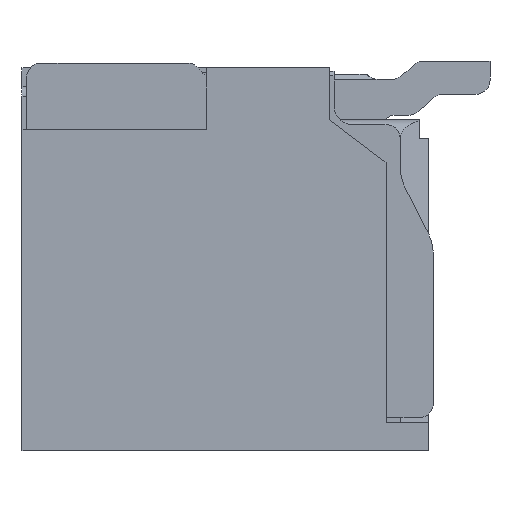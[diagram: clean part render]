
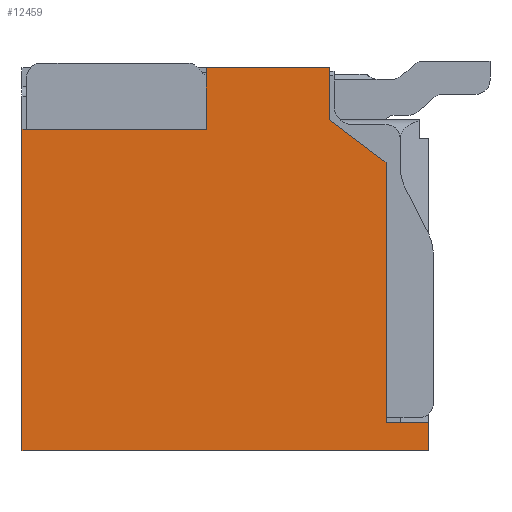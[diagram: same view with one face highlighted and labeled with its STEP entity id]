
A CAD part, left-side view. The second image highlights one B-rep face of the part: STEP entity #12459.
In plain terms, the highlighted planar face has unit normal (-1, 0, 0).
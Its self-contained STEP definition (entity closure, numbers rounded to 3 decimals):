
#328 = VECTOR ( 'NONE', #2370, 1000. ) ;
#374 = LINE ( 'NONE', #6494, #16407 ) ;
#382 = ORIENTED_EDGE ( 'NONE', *, *, #7847, .F. ) ;
#901 = DIRECTION ( 'NONE',  ( 0., -1., 0. ) ) ;
#1076 = CARTESIAN_POINT ( 'NONE',  ( -2.875, 2.15, -2.025 ) ) ;
#1428 = CARTESIAN_POINT ( 'NONE',  ( -2.875, -1.1, 0. ) ) ;
#2016 = PLANE ( 'NONE',  #2240 ) ;
#2240 = AXIS2_PLACEMENT_3D ( 'NONE', #2755, #5725, #8603 ) ;
#2263 = VECTOR ( 'NONE', #10228, 1000. ) ;
#2286 = CARTESIAN_POINT ( 'NONE',  ( -2.875, 0.2, 0. ) ) ;
#2370 = DIRECTION ( 'NONE',  ( 0., 0., 1. ) ) ;
#2493 = DIRECTION ( 'NONE',  ( 0., 0., 1. ) ) ;
#2755 = CARTESIAN_POINT ( 'NONE',  ( -2.875, 0., 0. ) ) ;
#3027 = EDGE_LOOP ( 'NONE', ( #15086, #17668, #3321, #5508, #13775, #17013, #17664, #18011, #16649, #382 ) ) ;
#3106 = VECTOR ( 'NONE', #901, 1000. ) ;
#3205 = EDGE_CURVE ( 'NONE', #7420, #18012, #14179, .T. ) ;
#3218 = VECTOR ( 'NONE', #7135, 1000. ) ;
#3219 = VECTOR ( 'NONE', #15661, 1000. ) ;
#3305 = CARTESIAN_POINT ( 'NONE',  ( -2.875, -1.1, 2.025 ) ) ;
#3321 = ORIENTED_EDGE ( 'NONE', *, *, #10422, .F. ) ;
#3714 = CARTESIAN_POINT ( 'NONE',  ( -2.875, -2.15, -1.725 ) ) ;
#3821 = VERTEX_POINT ( 'NONE', #10289 ) ;
#3949 = VECTOR ( 'NONE', #16984, 1000. ) ;
#4508 = DIRECTION ( 'NONE',  ( 0., 0., -1. ) ) ;
#4568 = CARTESIAN_POINT ( 'NONE',  ( -2.875, 0.2, 1.375 ) ) ;
#4844 = VECTOR ( 'NONE', #2493, 1000. ) ;
#5350 = LINE ( 'NONE', #11176, #3219 ) ;
#5508 = ORIENTED_EDGE ( 'NONE', *, *, #7662, .F. ) ;
#5725 = DIRECTION ( 'NONE',  ( 1., 0., 0. ) ) ;
#6214 = VECTOR ( 'NONE', #4508, 1000. ) ;
#6494 = CARTESIAN_POINT ( 'NONE',  ( -2.875, -2.15, 0. ) ) ;
#6561 = VERTEX_POINT ( 'NONE', #11396 ) ;
#6872 = VERTEX_POINT ( 'NONE', #9877 ) ;
#7080 = EDGE_CURVE ( 'NONE', #18423, #7420, #10276, .T. ) ;
#7135 = DIRECTION ( 'NONE',  ( 0., 0., -1. ) ) ;
#7420 = VERTEX_POINT ( 'NONE', #16570 ) ;
#7662 = EDGE_CURVE ( 'NONE', #6872, #11453, #11607, .T. ) ;
#7847 = EDGE_CURVE ( 'NONE', #8335, #11730, #5350, .T. ) ;
#8281 = CARTESIAN_POINT ( 'NONE',  ( -2.875, 0., -2.025 ) ) ;
#8335 = VERTEX_POINT ( 'NONE', #12539 ) ;
#8603 = DIRECTION ( 'NONE',  ( 0., 0., -1. ) ) ;
#9092 = EDGE_CURVE ( 'NONE', #12254, #8335, #9786, .T. ) ;
#9100 = CARTESIAN_POINT ( 'NONE',  ( -2.875, 0., 2.025 ) ) ;
#9786 = LINE ( 'NONE', #15495, #4844 ) ;
#9877 = CARTESIAN_POINT ( 'NONE',  ( -2.875, -1.7, -1.725 ) ) ;
#10228 = DIRECTION ( 'NONE',  ( 0., -1., 0. ) ) ;
#10276 = LINE ( 'NONE', #1428, #6214 ) ;
#10289 = CARTESIAN_POINT ( 'NONE',  ( -2.875, -2.15, -2.025 ) ) ;
#10422 = EDGE_CURVE ( 'NONE', #11453, #3821, #374, .T. ) ;
#10982 = EDGE_CURVE ( 'NONE', #12254, #3821, #11038, .T. ) ;
#11038 = LINE ( 'NONE', #8281, #3106 ) ;
#11176 = CARTESIAN_POINT ( 'NONE',  ( -2.875, 0., 1.375 ) ) ;
#11387 = EDGE_CURVE ( 'NONE', #6561, #18423, #15862, .T. ) ;
#11396 = CARTESIAN_POINT ( 'NONE',  ( -2.875, 0.2, 2.025 ) ) ;
#11453 = VERTEX_POINT ( 'NONE', #3714 ) ;
#11607 = LINE ( 'NONE', #14600, #2263 ) ;
#11730 = VERTEX_POINT ( 'NONE', #4568 ) ;
#11926 = DIRECTION ( 'NONE',  ( 0., -1., 0. ) ) ;
#12138 = VECTOR ( 'NONE', #11926, 1000. ) ;
#12254 = VERTEX_POINT ( 'NONE', #1076 ) ;
#12459 = ADVANCED_FACE ( 'NONE', ( #13900 ), #2016, .F. ) ;
#12539 = CARTESIAN_POINT ( 'NONE',  ( -2.875, 2.15, 1.375 ) ) ;
#13013 = CARTESIAN_POINT ( 'NONE',  ( -2.875, -1.7, 0. ) ) ;
#13773 = EDGE_CURVE ( 'NONE', #18012, #6872, #14306, .T. ) ;
#13775 = ORIENTED_EDGE ( 'NONE', *, *, #13773, .F. ) ;
#13900 = FACE_OUTER_BOUND ( 'NONE', #3027, .T. ) ;
#14179 = LINE ( 'NONE', #15675, #3949 ) ;
#14306 = LINE ( 'NONE', #13013, #3218 ) ;
#14540 = CARTESIAN_POINT ( 'NONE',  ( -2.875, -1.7, 1.025 ) ) ;
#14600 = CARTESIAN_POINT ( 'NONE',  ( -2.875, 0., -1.725 ) ) ;
#15086 = ORIENTED_EDGE ( 'NONE', *, *, #9092, .F. ) ;
#15178 = DIRECTION ( 'NONE',  ( 0., 0., -1. ) ) ;
#15495 = CARTESIAN_POINT ( 'NONE',  ( -2.875, 2.15, 0. ) ) ;
#15661 = DIRECTION ( 'NONE',  ( 0., -1., 0. ) ) ;
#15675 = CARTESIAN_POINT ( 'NONE',  ( -2.875, -1.1, 1.475 ) ) ;
#15862 = LINE ( 'NONE', #9100, #12138 ) ;
#16407 = VECTOR ( 'NONE', #15178, 1000. ) ;
#16570 = CARTESIAN_POINT ( 'NONE',  ( -2.875, -1.1, 1.475 ) ) ;
#16649 = ORIENTED_EDGE ( 'NONE', *, *, #17904, .F. ) ;
#16698 = LINE ( 'NONE', #2286, #328 ) ;
#16984 = DIRECTION ( 'NONE',  ( 0., -0.8, -0.6 ) ) ;
#17013 = ORIENTED_EDGE ( 'NONE', *, *, #3205, .F. ) ;
#17664 = ORIENTED_EDGE ( 'NONE', *, *, #7080, .F. ) ;
#17668 = ORIENTED_EDGE ( 'NONE', *, *, #10982, .T. ) ;
#17904 = EDGE_CURVE ( 'NONE', #11730, #6561, #16698, .T. ) ;
#18011 = ORIENTED_EDGE ( 'NONE', *, *, #11387, .F. ) ;
#18012 = VERTEX_POINT ( 'NONE', #14540 ) ;
#18423 = VERTEX_POINT ( 'NONE', #3305 ) ;
